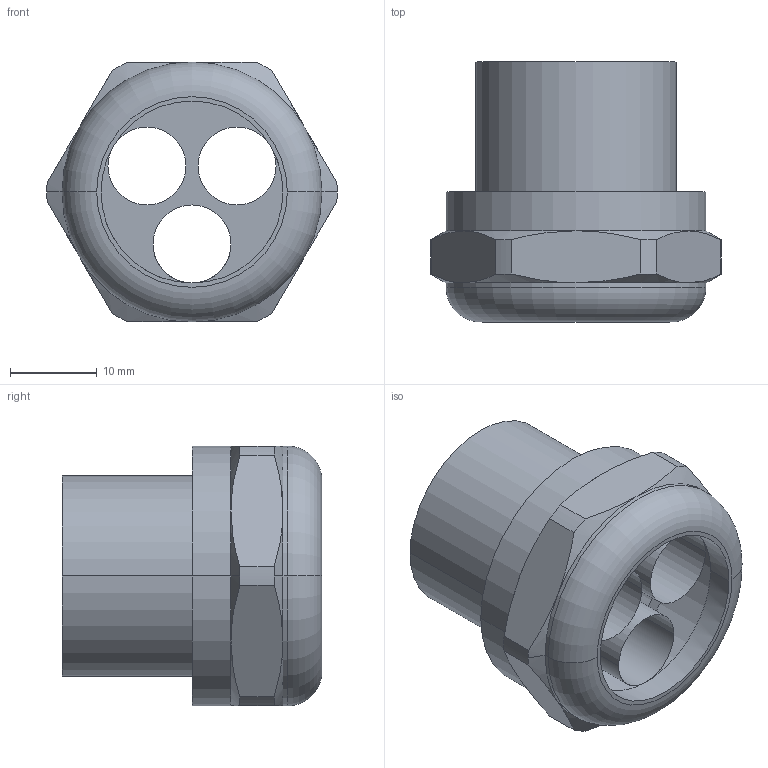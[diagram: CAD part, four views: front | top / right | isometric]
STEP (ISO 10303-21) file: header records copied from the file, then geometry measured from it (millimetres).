
FILE_DESCRIPTION(('Creo Elements/Direct Modeling STEP Export'),'2;1');
FILE_NAME('model.stp','2020-11-02T 7:37:47',(''),(''),'Creo Elements/Direct Modeling STEP processor for AP214 (Solid Model)','Creo Elements/Direct Modeling 20.1A 29-Sep-2018 (C) Parametric Technology GmbH','');
FILE_SCHEMA(('AUTOMOTIVE_DESIGN { 1 0 10303 214 1 1 1 1 }'));
Length unit declared in the file: millimetre
Products named in the file (2): VC-M-KV-PG21_3X9
Assembly tree (1 placements, depth 2):
  VC-M-KV-PG21_3X9
    VC-M-KV-PG21_3X9
Bounding box: 33.5 x 30 x 30 mm (x, y, z)
Volume: 9397.5 mm3; surface area: 8003.2 mm2
Topology: 1 solids, 1 shells, 54 faces, 138 edges, 87 vertices
Faces by surface type: cylinder 24, cone 16, plane 12, torus 2
Entity records: 2735 total; most frequent: CARTESIAN_POINT 1137, ORIENTED_EDGE 276, DIRECTION 182, EDGE_CURVE 138, VERTEX_POINT 87, AXIS2_PLACEMENT_3D 74, EDGE_LOOP 61, COLOUR_RGB 55
